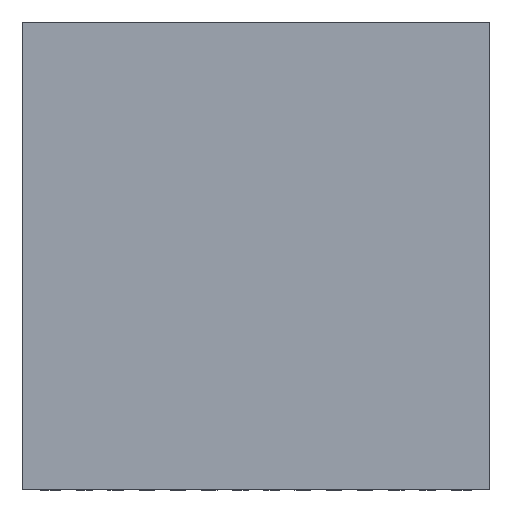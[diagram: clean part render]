
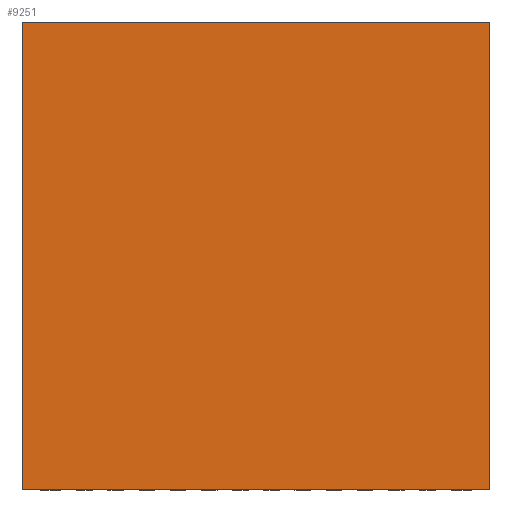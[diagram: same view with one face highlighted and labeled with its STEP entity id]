
A CAD part, top view. The second image highlights one B-rep face of the part: STEP entity #9251.
In plain terms, the highlighted face is planar.
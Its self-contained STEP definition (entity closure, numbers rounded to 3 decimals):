
#3794=DIRECTION('',(0.,0.,1.));
#3795=VECTOR('',#3794,6.);
#3796=CARTESIAN_POINT('',(-3.,0.975,-3.));
#3797=LINE('',#3796,#3795);
#3801=DIRECTION('',(-1.,0.,0.));
#3802=VECTOR('',#3801,6.);
#3803=CARTESIAN_POINT('',(3.,0.975,-3.));
#3804=LINE('',#3803,#3802);
#3808=DIRECTION('',(0.,0.,-1.));
#3809=VECTOR('',#3808,6.);
#3810=CARTESIAN_POINT('',(3.,0.975,3.));
#3811=LINE('',#3810,#3809);
#3815=DIRECTION('',(1.,0.,0.));
#3816=VECTOR('',#3815,6.);
#3817=CARTESIAN_POINT('',(-3.,0.975,3.));
#3818=LINE('',#3817,#3816);
#5524=CARTESIAN_POINT('',(-3.,0.975,-3.));
#5525=CARTESIAN_POINT('',(-3.,0.975,3.));
#5526=VERTEX_POINT('',#5524);
#5527=VERTEX_POINT('',#5525);
#5528=CARTESIAN_POINT('',(3.,0.975,3.));
#5529=VERTEX_POINT('',#5528);
#5530=CARTESIAN_POINT('',(3.,0.975,-3.));
#5531=VERTEX_POINT('',#5530);
#9240=CARTESIAN_POINT('',(0.,0.975,0.));
#9241=DIRECTION('',(0.,1.,0.));
#9242=DIRECTION('',(1.,0.,0.));
#9243=AXIS2_PLACEMENT_3D('',#9240,#9241,#9242);
#9244=PLANE('',#9243);
#9245=ORIENTED_EDGE('',*,*,#7216,.F.);
#9246=ORIENTED_EDGE('',*,*,#8095,.F.);
#9247=ORIENTED_EDGE('',*,*,#8809,.F.);
#9248=ORIENTED_EDGE('',*,*,#9012,.F.);
#9249=EDGE_LOOP('',(#9245,#9246,#9247,#9248));
#9250=FACE_OUTER_BOUND('',#9249,.F.);
#7216=EDGE_CURVE('',#5526,#5527,#3797,.T.);
#8095=EDGE_CURVE('',#5531,#5526,#3804,.T.);
#8809=EDGE_CURVE('',#5529,#5531,#3811,.T.);
#9012=EDGE_CURVE('',#5527,#5529,#3818,.T.);
#9251=ADVANCED_FACE('',(#9250),#9244,.T.);
